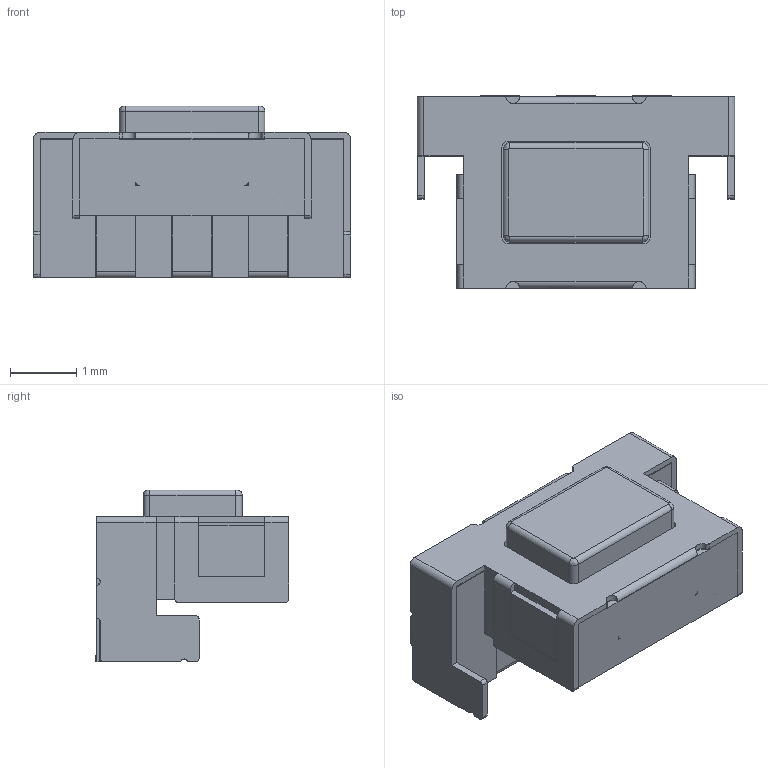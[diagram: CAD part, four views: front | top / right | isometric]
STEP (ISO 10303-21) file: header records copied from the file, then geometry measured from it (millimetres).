
FILE_DESCRIPTION (( 'STEP AP214' ), '1' );
FILE_NAME ('TL4105AF160QG.STEP', '2023-03-06T22:54:38', ( '' ), ( '' ), 'SwSTEP 2.0', 'SolidWorks 2021', '' );
FILE_SCHEMA (( 'AUTOMOTIVE_DESIGN' ));
Length unit declared in the file: millimetre
Products named in the file (1): TL4105AF160QG
Bounding box: 4.8 x 2.92 x 2.6 mm (x, y, z)
Volume: 16.8 mm3; surface area: 128.2 mm2
Topology: 7 solids, 7 shells, 279 faces, 779 edges, 510 vertices
Faces by surface type: plane 192, cylinder 83, bspline 4
Entity records: 9089 total; most frequent: CARTESIAN_POINT 1687, ORIENTED_EDGE 1558, DIRECTION 1483, EDGE_CURVE 779, VECTOR 607, LINE 607, VERTEX_POINT 510, AXIS2_PLACEMENT_3D 438
